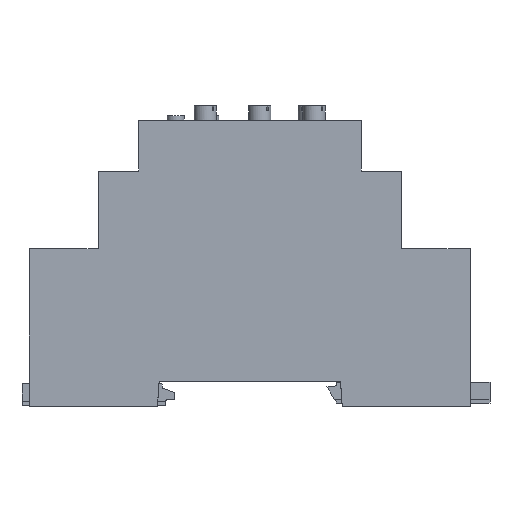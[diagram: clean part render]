
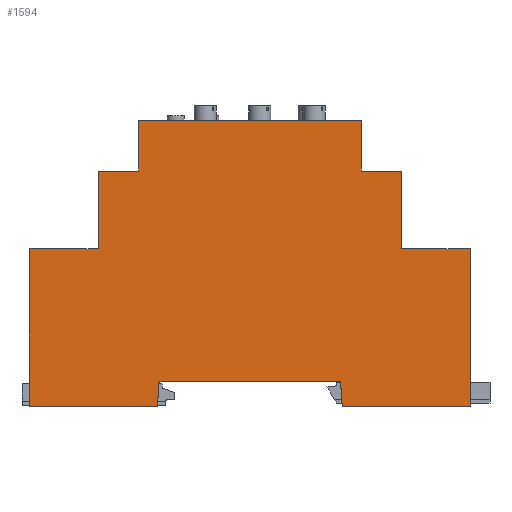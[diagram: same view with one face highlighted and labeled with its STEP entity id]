
A CAD part, left-side view. The second image highlights one B-rep face of the part: STEP entity #1594.
In plain terms, the highlighted planar face has unit normal (-1, 0, 0).
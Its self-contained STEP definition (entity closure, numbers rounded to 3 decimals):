
#1594=ADVANCED_FACE('',(#5486),#5488,.T.);
#5486=FACE_BOUND('',#5487,.T.);
#5487=EDGE_LOOP('',(#9263,#9264,#9265,#9266,#9267,#9268,#9269,#9270,#9271,#9272,
#9273,#9274,#9275,#9276,#9277,#9278));
#5488=PLANE('',#5489);
#5489=AXIS2_PLACEMENT_3D('',#5490,#5491,#5492);
#5490=CARTESIAN_POINT('',(-17.5,0.,0.));
#5491=DIRECTION('',(-1.,0.,0.));
#5492=DIRECTION('',(0.,0.,-1.));
#9263=ORIENTED_EDGE('',*,*,#11889,.T.);
#9264=ORIENTED_EDGE('',*,*,#11890,.T.);
#9265=ORIENTED_EDGE('',*,*,#11891,.T.);
#9266=ORIENTED_EDGE('',*,*,#11892,.T.);
#9267=ORIENTED_EDGE('',*,*,#11893,.T.);
#9268=ORIENTED_EDGE('',*,*,#11894,.T.);
#9269=ORIENTED_EDGE('',*,*,#11895,.T.);
#9270=ORIENTED_EDGE('',*,*,#11896,.T.);
#9271=ORIENTED_EDGE('',*,*,#11897,.T.);
#9272=ORIENTED_EDGE('',*,*,#11898,.T.);
#9273=ORIENTED_EDGE('',*,*,#11899,.T.);
#9274=ORIENTED_EDGE('',*,*,#11755,.T.);
#9275=ORIENTED_EDGE('',*,*,#11888,.T.);
#9276=ORIENTED_EDGE('',*,*,#11900,.T.);
#9277=ORIENTED_EDGE('',*,*,#11901,.T.);
#9278=ORIENTED_EDGE('',*,*,#11902,.T.);
#11755=EDGE_CURVE('',#13698,#13696,#13699,.T.);
#11888=EDGE_CURVE('',#13696,#13945,#13947,.T.);
#11889=EDGE_CURVE('',#13948,#13949,#13950,.T.);
#11890=EDGE_CURVE('',#13949,#13951,#13952,.T.);
#11891=EDGE_CURVE('',#13951,#13953,#13954,.T.);
#11892=EDGE_CURVE('',#13953,#13955,#13956,.T.);
#11893=EDGE_CURVE('',#13955,#13957,#13958,.T.);
#11894=EDGE_CURVE('',#13957,#13959,#13960,.T.);
#11895=EDGE_CURVE('',#13959,#13961,#13962,.T.);
#11896=EDGE_CURVE('',#13961,#13963,#13964,.T.);
#11897=EDGE_CURVE('',#13963,#13965,#13966,.T.);
#11898=EDGE_CURVE('',#13965,#13967,#13968,.T.);
#11899=EDGE_CURVE('',#13967,#13698,#13969,.T.);
#11900=EDGE_CURVE('',#13945,#13970,#13971,.T.);
#11901=EDGE_CURVE('',#13970,#13972,#13973,.T.);
#11902=EDGE_CURVE('',#13972,#13948,#13974,.T.);
#13696=VERTEX_POINT('',#17105);
#13698=VERTEX_POINT('',#17109);
#13699=LINE('',#17110,#17111);
#13945=VERTEX_POINT('',#17678);
#13947=LINE('',#17682,#17683);
#13948=VERTEX_POINT('',#17685);
#13949=VERTEX_POINT('',#17686);
#13950=LINE('',#17687,#17688);
#13951=VERTEX_POINT('',#17690);
#13952=LINE('',#17691,#17692);
#13953=VERTEX_POINT('',#17694);
#13954=LINE('',#17695,#17696);
#13955=VERTEX_POINT('',#17698);
#13956=LINE('',#17699,#17700);
#13957=VERTEX_POINT('',#17702);
#13958=LINE('',#17703,#17704);
#13959=VERTEX_POINT('',#17706);
#13960=LINE('',#17707,#17708);
#13961=VERTEX_POINT('',#17710);
#13962=LINE('',#17711,#17712);
#13963=VERTEX_POINT('',#17714);
#13964=LINE('',#17715,#17716);
#13965=VERTEX_POINT('',#17718);
#13966=LINE('',#17719,#17720);
#13967=VERTEX_POINT('',#17722);
#13968=LINE('',#17723,#17724);
#13969=LINE('',#17726,#17727);
#13970=VERTEX_POINT('',#17729);
#13971=LINE('',#17730,#17731);
#13972=VERTEX_POINT('',#17733);
#13973=LINE('',#17734,#17735);
#13974=LINE('',#17737,#17738);
#17105=CARTESIAN_POINT('',(-17.5,22.5,52.804));
#17109=CARTESIAN_POINT('',(-17.5,-22.5,52.804));
#17110=CARTESIAN_POINT('',(-17.5,-22.5,52.804));
#17111=VECTOR('',#17112,1.);
#17112=DIRECTION('',(0.,1.,0.));
#17678=CARTESIAN_POINT('',(-17.5,22.5,42.606));
#17682=CARTESIAN_POINT('',(-17.5,22.5,52.804));
#17683=VECTOR('',#17684,1.);
#17684=DIRECTION('',(0.,0.,-1.));
#17685=CARTESIAN_POINT('',(-17.5,44.6,26.878));
#17686=CARTESIAN_POINT('',(-17.5,44.6,-4.987));
#17687=CARTESIAN_POINT('',(-17.5,44.6,26.878));
#17688=VECTOR('',#17689,1.);
#17689=DIRECTION('',(0.,0.,-1.));
#17690=CARTESIAN_POINT('',(-17.5,18.7,-4.987));
#17691=CARTESIAN_POINT('',(-17.5,44.6,-4.987));
#17692=VECTOR('',#17693,1.);
#17693=DIRECTION('',(0.,-1.,0.));
#17694=CARTESIAN_POINT('',(-17.5,18.351,0.));
#17695=CARTESIAN_POINT('',(-17.5,18.7,-4.987));
#17696=VECTOR('',#17697,1.);
#17697=DIRECTION('',(0.,-0.07,0.998));
#17698=CARTESIAN_POINT('',(-17.5,-18.351,0.));
#17699=CARTESIAN_POINT('',(-17.5,18.351,0.));
#17700=VECTOR('',#17701,1.);
#17701=DIRECTION('',(0.,-1.,0.));
#17702=CARTESIAN_POINT('',(-17.5,-18.7,-4.987));
#17703=CARTESIAN_POINT('',(-17.5,-18.351,0.));
#17704=VECTOR('',#17705,1.);
#17705=DIRECTION('',(0.,-0.07,-0.998));
#17706=CARTESIAN_POINT('',(-17.5,-44.6,-4.987));
#17707=CARTESIAN_POINT('',(-17.5,-18.7,-4.987));
#17708=VECTOR('',#17709,1.);
#17709=DIRECTION('',(0.,-1.,0.));
#17710=CARTESIAN_POINT('',(-17.5,-44.6,26.878));
#17711=CARTESIAN_POINT('',(-17.5,-44.6,-4.987));
#17712=VECTOR('',#17713,1.);
#17713=DIRECTION('',(0.,0.,1.));
#17714=CARTESIAN_POINT('',(-17.5,-30.7,26.878));
#17715=CARTESIAN_POINT('',(-17.5,-44.6,26.878));
#17716=VECTOR('',#17717,1.);
#17717=DIRECTION('',(0.,1.,0.));
#17718=CARTESIAN_POINT('',(-17.5,-30.7,42.606));
#17719=CARTESIAN_POINT('',(-17.5,-30.7,26.878));
#17720=VECTOR('',#17721,1.);
#17721=DIRECTION('',(0.,0.,1.));
#17722=CARTESIAN_POINT('',(-17.5,-22.5,42.606));
#17723=CARTESIAN_POINT('',(-17.5,-30.7,42.606));
#17724=VECTOR('',#17725,1.);
#17725=DIRECTION('',(0.,1.,0.));
#17726=CARTESIAN_POINT('',(-17.5,-22.5,42.606));
#17727=VECTOR('',#17728,1.);
#17728=DIRECTION('',(0.,0.,1.));
#17729=CARTESIAN_POINT('',(-17.5,30.7,42.606));
#17730=CARTESIAN_POINT('',(-17.5,22.5,42.606));
#17731=VECTOR('',#17732,1.);
#17732=DIRECTION('',(0.,1.,0.));
#17733=CARTESIAN_POINT('',(-17.5,30.7,26.878));
#17734=CARTESIAN_POINT('',(-17.5,30.7,42.606));
#17735=VECTOR('',#17736,1.);
#17736=DIRECTION('',(0.,0.,-1.));
#17737=CARTESIAN_POINT('',(-17.5,30.7,26.878));
#17738=VECTOR('',#17739,1.);
#17739=DIRECTION('',(0.,1.,0.));
